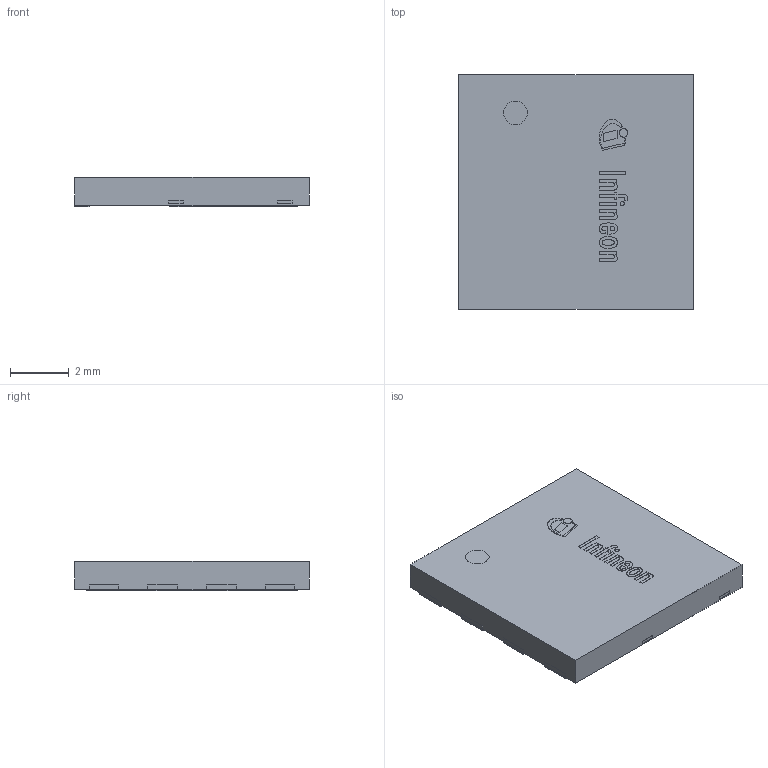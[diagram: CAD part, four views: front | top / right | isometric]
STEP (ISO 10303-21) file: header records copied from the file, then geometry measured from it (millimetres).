
FILE_DESCRIPTION(/* description */ (''),/* implementation_level */ '2;1');
FILE_NAME(/* name */ '1.stp',/* time_stamp */ '2024-06-19T14:43:46+05:30',/* author */ ('sivamani'),/* organization */ (''),/* preprocessor_version */ 'ST-DEVELOPER v19.2',/* originating_system */ 'AutoCAD Mechanical',/* authorisation */ '');
FILE_SCHEMA (('AUTOMOTIVE_DESIGN { 1 0 10303 214 3 1 1 }'));
Length unit declared in the file: millimetre
Products named in the file (1): Product
Bounding box: 8 x 8 x 1.01 mm (x, y, z)
Surface area: 240.3 mm2
Topology: 25 solids, 25 shells, 304 faces, 747 edges, 498 vertices
Faces by surface type: plane 182, cylinder 122
Full cylindrical faces by diameter (mm): 0.142 x1, 0.293 x1, 0.8 x2
Entity records: 9041 total; most frequent: DIRECTION 1601, CARTESIAN_POINT 1550, ORIENTED_EDGE 1494, EDGE_CURVE 747, AXIS2_PLACEMENT_3D 549, LINE 503, VECTOR 503, VERTEX_POINT 498
